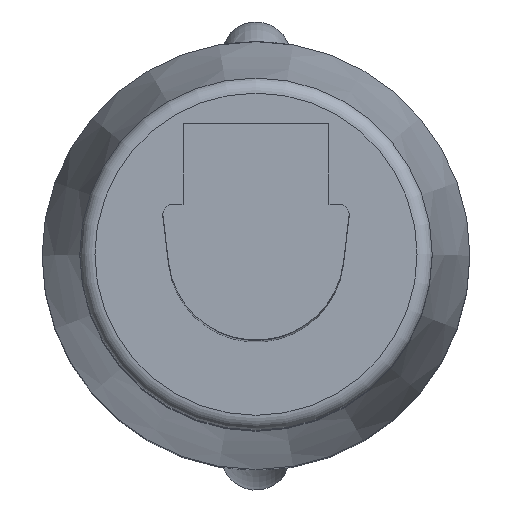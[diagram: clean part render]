
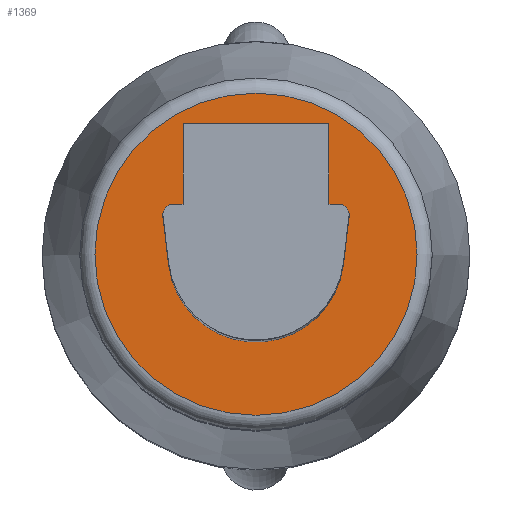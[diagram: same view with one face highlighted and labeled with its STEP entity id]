
A CAD part, top view. The second image highlights one B-rep face of the part: STEP entity #1369.
In plain terms, the highlighted planar face has unit normal (0, 0, 1).
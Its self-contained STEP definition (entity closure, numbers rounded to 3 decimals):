
#65=PLANE('',#1468);
#292=ORIENTED_EDGE('',*,*,#426,.F.);
#293=ORIENTED_EDGE('',*,*,#424,.T.);
#424=EDGE_CURVE('',#505,#505,#557,.T.);
#426=EDGE_CURVE('',#507,#507,#558,.T.);
#505=VERTEX_POINT('',#1993);
#507=VERTEX_POINT('',#1998);
#557=CIRCLE('',#1466,1.2);
#558=CIRCLE('',#1469,3.2);
#637=EDGE_LOOP('',(#292));
#638=EDGE_LOOP('',(#293));
#754=FACE_BOUND('',#637,.T.);
#755=FACE_BOUND('',#638,.T.);
#1369=ADVANCED_FACE('',(#754,#755),#65,.F.);
#1466=AXIS2_PLACEMENT_3D('',#1992,#1682,#1683);
#1468=AXIS2_PLACEMENT_3D('',#1996,#1686,#1687);
#1469=AXIS2_PLACEMENT_3D('',#1997,#1688,#1689);
#1682=DIRECTION('',(0.,0.,-1.));
#1683=DIRECTION('',(-1.,0.,0.));
#1686=DIRECTION('',(0.,0.,-1.));
#1687=DIRECTION('',(-1.,0.,0.));
#1688=DIRECTION('',(0.,0.,-1.));
#1689=DIRECTION('',(-1.,0.,0.));
#1992=CARTESIAN_POINT('',(0.,0.,0.));
#1993=CARTESIAN_POINT('',(-1.2,0.,0.));
#1996=CARTESIAN_POINT('',(0.,0.,0.));
#1997=CARTESIAN_POINT('',(0.,0.,0.));
#1998=CARTESIAN_POINT('',(-3.2,0.,0.));
